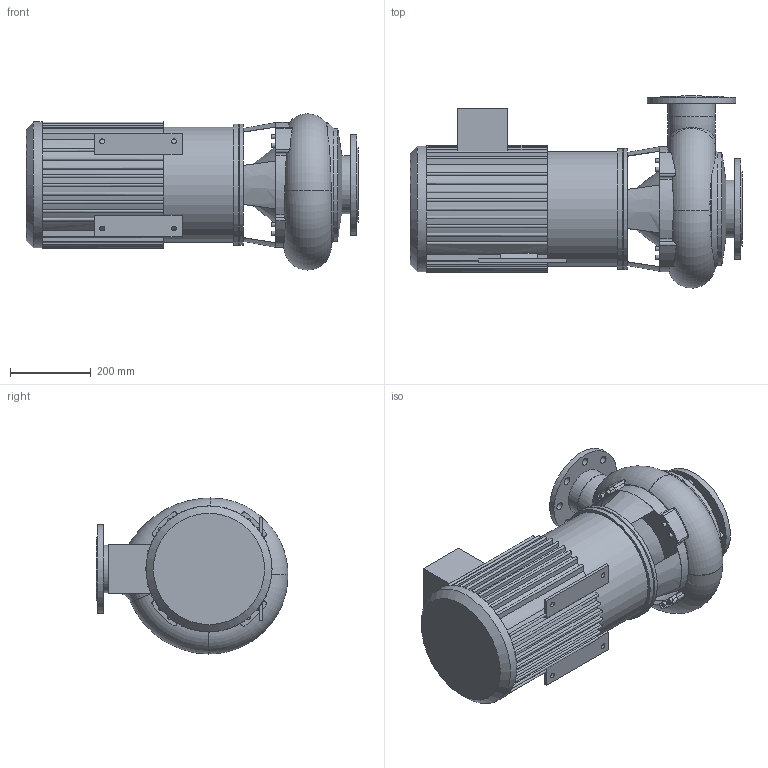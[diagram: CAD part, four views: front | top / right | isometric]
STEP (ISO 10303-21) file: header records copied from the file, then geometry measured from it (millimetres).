
FILE_DESCRIPTION(/* description */ (''),/* implementation_level */ '2;1');
FILE_NAME(/* name */ '45312 KRP7_5-100-4.stp',/* time_stamp */ '2016-07-14T09:15:58+02:00',/* author */ ('guzb562'),/* organization */ (''),/* preprocessor_version */ 'ST-DEVELOPER v16.1',/* originating_system */ 'Autodesk Inventor 2016',/* authorisation */ '');
FILE_SCHEMA (('AUTOMOTIVE_DESIGN { 1 0 10303 214 3 1 1 }'));
Length unit declared in the file: millimetre
Products named in the file (1): 45312 KRP7_5-100-4
Bounding box: 823 x 475.81 x 386.85 mm (x, y, z)
Volume: 51462957.7 mm3; surface area: 1986820.7 mm2
Topology: 1 solids, 2 shells, 624 faces, 1676 edges, 1090 vertices
Faces by surface type: plane 331, cylinder 176, bspline 94, torus 16, cone 7
Full cylindrical faces by diameter (mm): 10 x1, 10.431 x7, 12 x4, 19 x15, 114.3 x1, 118.3 x1, 139.7 x1, 143.7 x1, 156 x1, 184 x1, 220 x1, 250 x1, 280 x1, 285 x1, 300 x2, 308.202 x1, 312 x1
Entity records: 21209 total; most frequent: CARTESIAN_POINT 6075, ORIENTED_EDGE 3232, DIRECTION 2893, EDGE_CURVE 1616, VERTEX_POINT 1079, AXIS2_PLACEMENT_3D 1019, LINE 855, VECTOR 855
